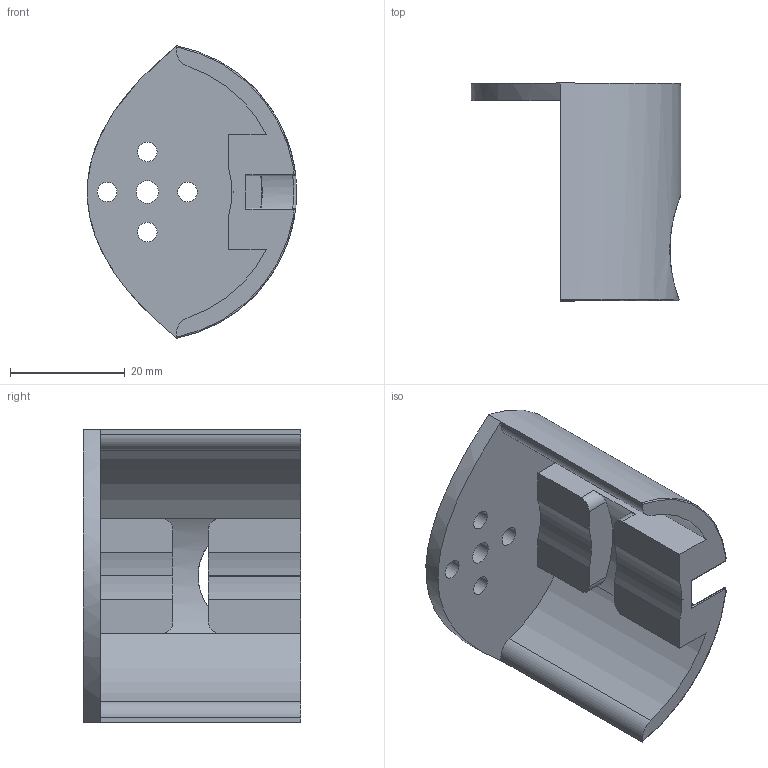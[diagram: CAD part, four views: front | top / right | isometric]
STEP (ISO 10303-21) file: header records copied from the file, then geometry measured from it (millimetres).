
FILE_DESCRIPTION (( 'STEP AP214' ), '1' );
FILE_NAME ('rotor.STEP', '2024-05-21T15:30:29', ( '' ), ( '' ), 'SwSTEP 2.0', 'SolidWorks 2023', '' );
FILE_SCHEMA (( 'AUTOMOTIVE_DESIGN' ));
Length unit declared in the file: millimetre
Products named in the file (1): rotor
Bounding box: 36.45 x 37.9 x 51.02 mm (x, y, z)
Volume: 13580.7 mm3; surface area: 8799.9 mm2
Topology: 1 solids, 1 shells, 53 faces, 153 edges, 100 vertices
Faces by surface type: cylinder 30, plane 17, bspline 4, torus 2
Entity records: 2424 total; most frequent: CARTESIAN_POINT 974, ORIENTED_EDGE 306, DIRECTION 296, EDGE_CURVE 153, AXIS2_PLACEMENT_3D 110, VERTEX_POINT 100, LINE 76, VECTOR 76
